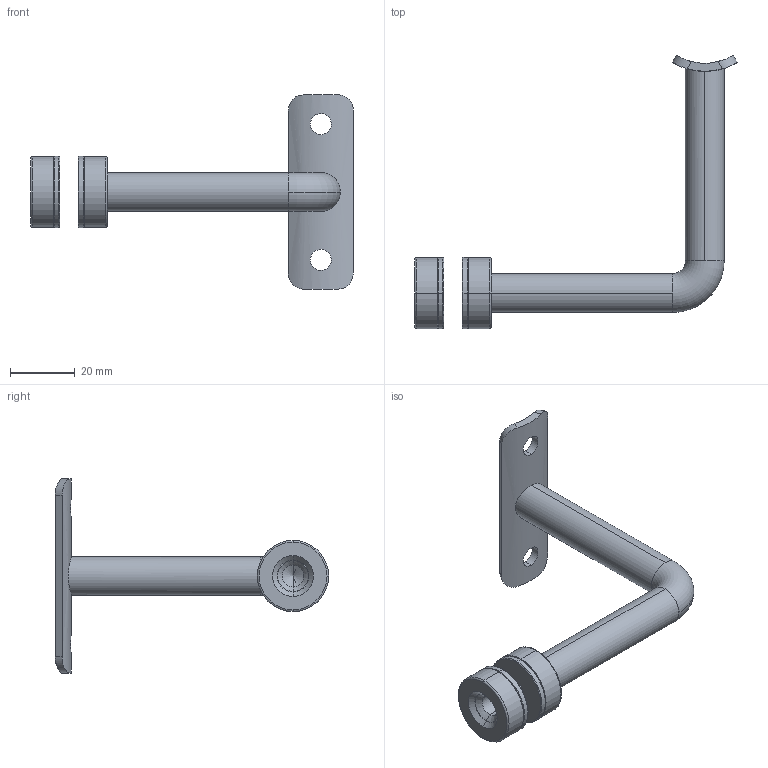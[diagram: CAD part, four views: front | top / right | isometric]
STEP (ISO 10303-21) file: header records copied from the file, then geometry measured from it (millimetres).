
FILE_DESCRIPTION (( 'STEP AP203' ), '1' );
FILE_NAME ('3D_GW2902_42.4_188672810.STEP', '2024-09-27T10:27:28', ( '' ), ( '' ), 'SwSTEP 2.0', 'SolidWorks 2024', '' );
FILE_SCHEMA (( 'CONFIG_CONTROL_DESIGN' ));
Length unit declared in the file: millimetre
Products named in the file (1): 3D_GW2902_42.4_188672810
Bounding box: 99.72 x 84.45 x 60 mm (x, y, z)
Volume: 22984 mm3; surface area: 13460.9 mm2
Topology: 4 solids, 4 shells, 75 faces, 164 edges, 103 vertices
Faces by surface type: cylinder 38, plane 17, torus 14, cone 6
Entity records: 2621 total; most frequent: CARTESIAN_POINT 837, DIRECTION 390, ORIENTED_EDGE 324, AXIS2_PLACEMENT_3D 170, EDGE_CURVE 162, VERTEX_POINT 103, CIRCLE 94, EDGE_LOOP 93
